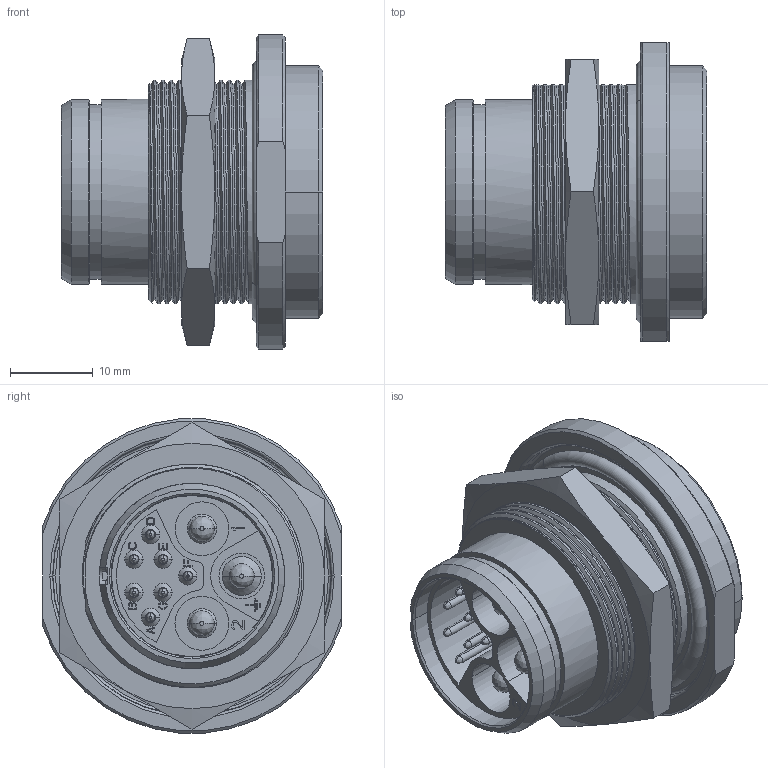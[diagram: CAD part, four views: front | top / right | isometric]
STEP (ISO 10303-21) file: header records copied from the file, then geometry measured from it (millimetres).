
FILE_DESCRIPTION((''),'2;1');
FILE_NAME('1331EVR410AMS','2024-08-22T15:40:43',('paultorloting'),('NET AG system integration'),'CREO PARAMETRIC BY PTC INC, 2021404','CREO PARAMETRIC BY PTC INC, 2021404','');
FILE_SCHEMA(('AUTOMOTIVE_DESIGN { 1 0 10303 214 1 1 1 1 }'));
Length unit declared in the file: millimetre
Products named in the file (1): 1331EVR410AMS
Bounding box: 31.5 x 36 x 37.87 mm (x, y, z)
Volume: 13075.1 mm3; surface area: 11955 mm2
Topology: 1 solids, 1 shells, 1024 faces, 2642 edges, 1732 vertices
Faces by surface type: plane 680, cylinder 188, cone 66, bspline 57, torus 33
Entity records: 48004 total; most frequent: CARTESIAN_POINT 16676, ORIENTED_EDGE 5284, DIRECTION 4982, EDGE_CURVE 2642, VECTOR 1853, LINE 1853, VERTEX_POINT 1732, AXIS2_PLACEMENT_3D 1563
